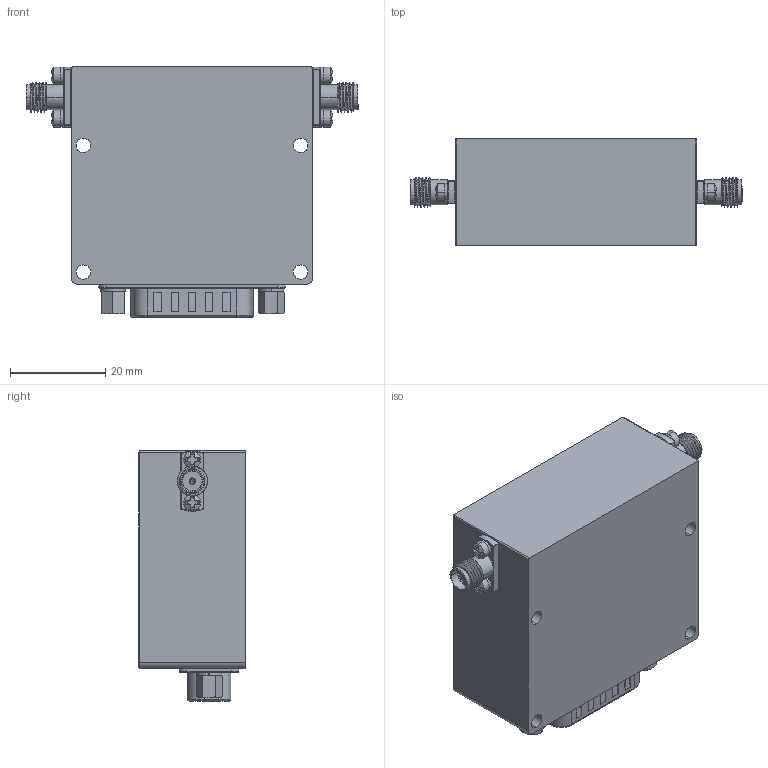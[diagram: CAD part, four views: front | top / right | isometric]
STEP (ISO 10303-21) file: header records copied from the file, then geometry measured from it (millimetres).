
FILE_DESCRIPTION (( 'STEP AP214' ), '1' );
FILE_NAME ('DTA-2G18G-60-CD-1.STEP', '2025-04-21T17:45:23', ( '' ), ( '' ), 'SwSTEP 2.0', 'SolidWorks 2024', '' );
FILE_SCHEMA (( 'AUTOMOTIVE_DESIGN' ));
Length unit declared in the file: inch
Products named in the file (1): DTA-2G18G-60-CD-1
Bounding box: 69.85 x 22.48 x 52.62 mm (x, y, z)
Volume: 54195.5 mm3; surface area: 18654.4 mm2
Topology: 21 solids, 21 shells, 1186 faces, 3929 edges, 3001 vertices
Faces by surface type: plane 682, cylinder 302, torus 110, cone 64, sphere 24, bspline 4
Entity records: 58793 total; most frequent: CARTESIAN_POINT 16512, ORIENTED_EDGE 7810, DIRECTION 6602, EDGE_CURVE 3905, VERTEX_POINT 3001, AXIS2_PLACEMENT_3D 2215, VECTOR 2172, LINE 2172
